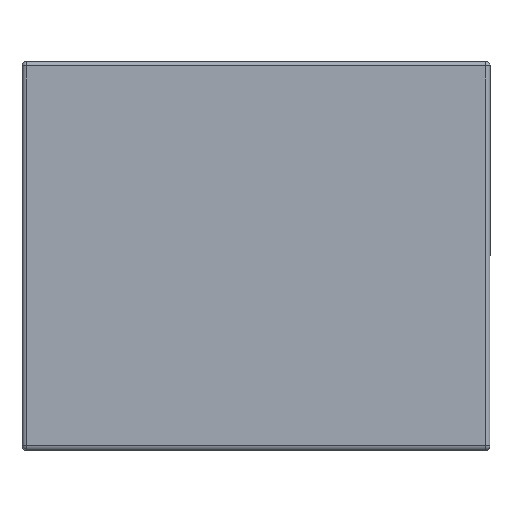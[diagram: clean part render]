
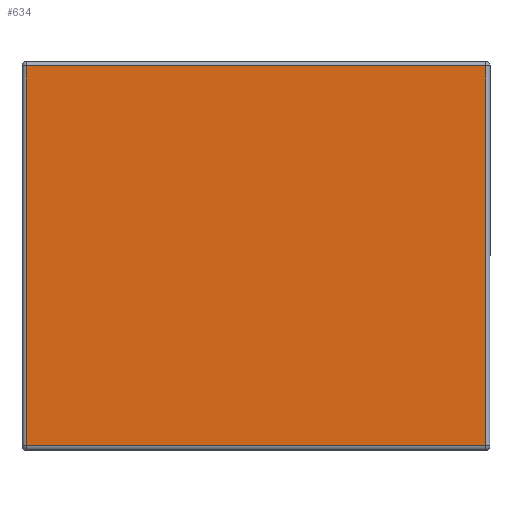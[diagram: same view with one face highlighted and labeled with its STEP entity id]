
A CAD part, top view. The second image highlights one B-rep face of the part: STEP entity #634.
In plain terms, the highlighted planar face has unit normal (0, 0, 1).
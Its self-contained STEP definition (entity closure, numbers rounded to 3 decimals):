
#249=CARTESIAN_POINT('',(26.0,21.5,22.0));
#250=VERTEX_POINT('',#249);
#284=CARTESIAN_POINT('',(-26.,21.5,22.0));
#285=VERTEX_POINT('',#284);
#310=CARTESIAN_POINT('',(26.,-21.5,22.0));
#311=VERTEX_POINT('',#310);
#343=CARTESIAN_POINT('',(-26.,-21.5,22.0));
#344=VERTEX_POINT('',#343);
#418=CARTESIAN_POINT('',(26.,-21.5,22.0));
#419=DIRECTION('',(-1.0,0.0,0.0));
#420=VECTOR('',#419,52.0);
#421=LINE('',#418,#420);
#422=EDGE_CURVE('',#311,#344,#421,.T.);
#440=CARTESIAN_POINT('',(-26.0,-21.5,22.0));
#441=DIRECTION('',(0.0,1.0,0.0));
#442=VECTOR('',#441,43.0);
#443=LINE('',#440,#442);
#444=EDGE_CURVE('',#344,#285,#443,.T.);
#494=CARTESIAN_POINT('',(26.0,21.5,22.0));
#495=DIRECTION('',(0.0,-1.0,0.0));
#496=VECTOR('',#495,43.0);
#497=LINE('',#494,#496);
#498=EDGE_CURVE('',#250,#311,#497,.T.);
#548=CARTESIAN_POINT('',(-26.,21.5,22.0));
#549=DIRECTION('',(1.0,0.0,0.0));
#550=VECTOR('',#549,52.0);
#551=LINE('',#548,#550);
#552=EDGE_CURVE('',#285,#250,#551,.T.);
#623=CARTESIAN_POINT('',(0.0,0.,22.0));
#624=DIRECTION('',(0.0,0.0,1.0));
#625=DIRECTION('',(1.0,0.0,0.0));
#626=AXIS2_PLACEMENT_3D('',#623,#624,#625);
#627=PLANE('',#626);
#628=ORIENTED_EDGE('',*,*,#422,.F.);
#629=ORIENTED_EDGE('',*,*,#498,.F.);
#630=ORIENTED_EDGE('',*,*,#552,.F.);
#631=ORIENTED_EDGE('',*,*,#444,.F.);
#632=EDGE_LOOP('',(#628,#629,#630,#631));
#633=FACE_OUTER_BOUND('',#632,.T.);
#634=ADVANCED_FACE('',(#633),#627,.T.);
